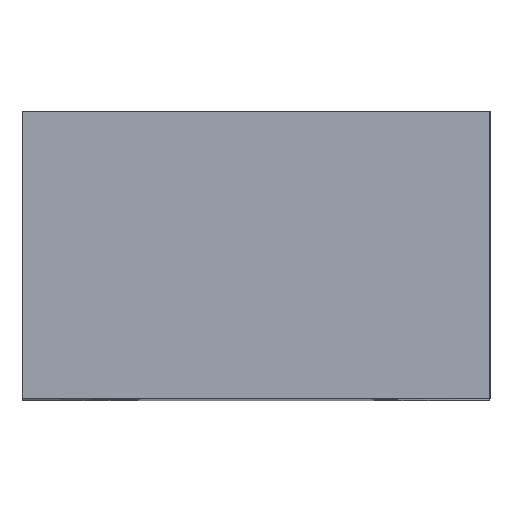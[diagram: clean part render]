
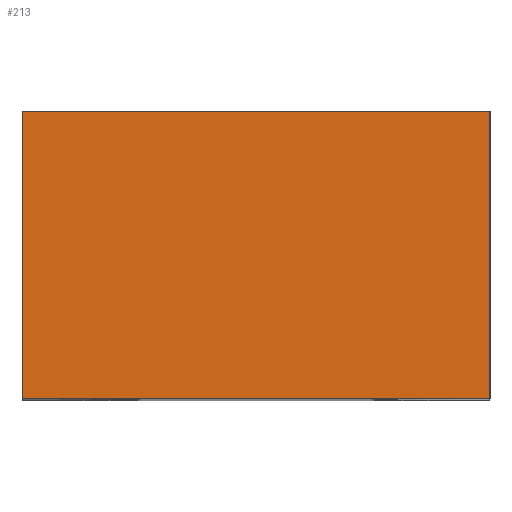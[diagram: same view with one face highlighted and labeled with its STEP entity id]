
A CAD part, top view. The second image highlights one B-rep face of the part: STEP entity #213.
In plain terms, the highlighted planar face has unit normal (0, 0, 1).
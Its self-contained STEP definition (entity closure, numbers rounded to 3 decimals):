
#12 = EDGE_CURVE ( 'NONE', #385, #28, #408, .T. ) ;
#28 = VERTEX_POINT ( 'NONE', #427 ) ;
#67 = EDGE_LOOP ( 'NONE', ( #80, #222, #127, #339 ) ) ;
#80 = ORIENTED_EDGE ( 'NONE', *, *, #355, .T. ) ;
#108 = VECTOR ( 'NONE', #326, 1000. ) ;
#124 = DIRECTION ( 'NONE',  ( -1., 0., 0. ) ) ;
#127 = ORIENTED_EDGE ( 'NONE', *, *, #248, .F. ) ;
#135 = CARTESIAN_POINT ( 'NONE',  ( 0., 27., 0. ) ) ;
#156 = CARTESIAN_POINT ( 'NONE',  ( 0., 27., 0. ) ) ;
#161 = CARTESIAN_POINT ( 'NONE',  ( 0., 27., 0. ) ) ;
#168 = DIRECTION ( 'NONE',  ( 0., -1., 0. ) ) ;
#172 = VECTOR ( 'NONE', #168, 1000. ) ;
#185 = LINE ( 'NONE', #333, #108 ) ;
#200 = CARTESIAN_POINT ( 'NONE',  ( 0., 0., 0. ) ) ;
#201 = LINE ( 'NONE', #200, #229 ) ;
#203 = VERTEX_POINT ( 'NONE', #375 ) ;
#213 = ADVANCED_FACE ( 'NONE', ( #443 ), #328, .F. ) ;
#222 = ORIENTED_EDGE ( 'NONE', *, *, #403, .F. ) ;
#229 = VECTOR ( 'NONE', #344, 1000. ) ;
#241 = VERTEX_POINT ( 'NONE', #301 ) ;
#248 = EDGE_CURVE ( 'NONE', #385, #203, #185, .T. ) ;
#255 = VECTOR ( 'NONE', #300, 1000. ) ;
#300 = DIRECTION ( 'NONE',  ( 0., -1., 0. ) ) ;
#301 = CARTESIAN_POINT ( 'NONE',  ( 44., 0., 0. ) ) ;
#304 = CARTESIAN_POINT ( 'NONE',  ( 44., 27., 0. ) ) ;
#326 = DIRECTION ( 'NONE',  ( 1., 0., 0. ) ) ;
#328 = PLANE ( 'NONE',  #411 ) ;
#333 = CARTESIAN_POINT ( 'NONE',  ( 0., 27., 0. ) ) ;
#339 = ORIENTED_EDGE ( 'NONE', *, *, #12, .T. ) ;
#344 = DIRECTION ( 'NONE',  ( 1., 0., 0. ) ) ;
#355 = EDGE_CURVE ( 'NONE', #28, #241, #201, .T. ) ;
#375 = CARTESIAN_POINT ( 'NONE',  ( 44., 27., 0. ) ) ;
#385 = VERTEX_POINT ( 'NONE', #135 ) ;
#403 = EDGE_CURVE ( 'NONE', #203, #241, #415, .T. ) ;
#408 = LINE ( 'NONE', #161, #255 ) ;
#411 = AXIS2_PLACEMENT_3D ( 'NONE', #156, #439, #124 ) ;
#415 = LINE ( 'NONE', #304, #172 ) ;
#427 = CARTESIAN_POINT ( 'NONE',  ( 0., 0., 0. ) ) ;
#439 = DIRECTION ( 'NONE',  ( 0., 0., -1. ) ) ;
#443 = FACE_OUTER_BOUND ( 'NONE', #67, .T. ) ;
